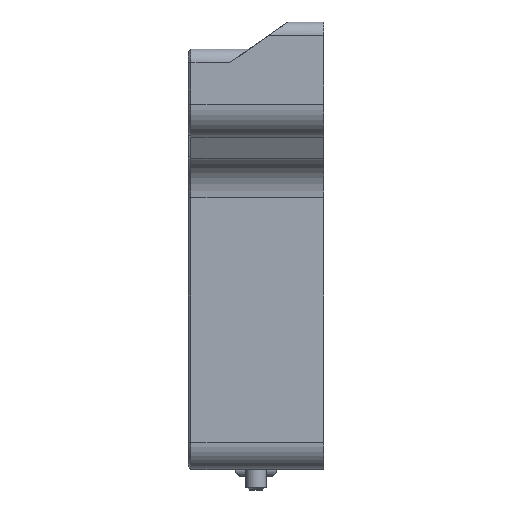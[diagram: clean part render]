
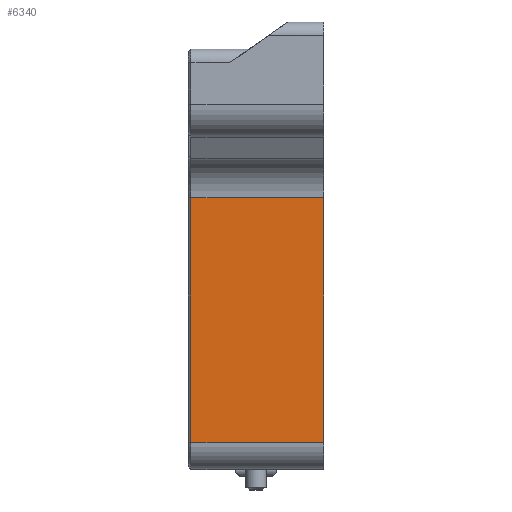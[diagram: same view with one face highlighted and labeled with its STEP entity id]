
A CAD part, front view. The second image highlights one B-rep face of the part: STEP entity #6340.
In plain terms, the highlighted planar face has unit normal (0, -1, 0).
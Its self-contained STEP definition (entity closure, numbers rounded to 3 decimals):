
#384=LINE('',#9913,#953);
#611=LINE('',#10947,#1180);
#612=LINE('',#10951,#1181);
#613=LINE('',#10952,#1182);
#953=VECTOR('',#7663,10.);
#1180=VECTOR('',#8394,6.);
#1181=VECTOR('',#8399,10.);
#1182=VECTOR('',#8400,10.);
#1697=FACE_OUTER_BOUND('',#2077,.T.);
#2077=EDGE_LOOP('',(#5072,#5073,#5074,#5075));
#2705=VERTEX_POINT('',#9905);
#2707=VERTEX_POINT('',#9911);
#2956=VERTEX_POINT('',#10946);
#2957=VERTEX_POINT('',#10950);
#3353=EDGE_CURVE('',#2707,#2705,#384,.T.);
#3734=EDGE_CURVE('',#2956,#2705,#611,.T.);
#3736=EDGE_CURVE('',#2957,#2956,#612,.T.);
#3737=EDGE_CURVE('',#2707,#2957,#613,.T.);
#5072=ORIENTED_EDGE('',*,*,#3736,.T.);
#5073=ORIENTED_EDGE('',*,*,#3734,.T.);
#5074=ORIENTED_EDGE('',*,*,#3353,.F.);
#5075=ORIENTED_EDGE('',*,*,#3737,.T.);
#6062=PLANE('',#6949);
#6340=ADVANCED_FACE('',(#1697),#6062,.T.);
#6949=AXIS2_PLACEMENT_3D('',#10949,#8397,#8398);
#7663=DIRECTION('',(0.,0.,1.));
#8394=DIRECTION('',(-1.,0.,0.));
#8397=DIRECTION('center_axis',(0.,-1.,0.));
#8398=DIRECTION('ref_axis',(0.,0.,
-1.));
#8399=DIRECTION('',(0.,0.,1.));
#8400=DIRECTION('',(1.,0.,0.));
#9905=CARTESIAN_POINT('',(412.3,-170.3,98.199));
#9911=CARTESIAN_POINT('',(412.3,-170.3,62.096));
#9913=CARTESIAN_POINT('',(412.3,-170.3,94.648));
#10946=CARTESIAN_POINT('',(431.9,-170.3,98.199));
#10947=CARTESIAN_POINT('',(431.9,-170.3,98.199));
#10949=CARTESIAN_POINT('Origin',(431.9,-170.3,98.199));
#10950=CARTESIAN_POINT('',(431.9,-170.3,62.096));
#10951=CARTESIAN_POINT('',(431.9,-170.3,94.648));
#10952=CARTESIAN_POINT('',(431.9,-170.3,62.096));
